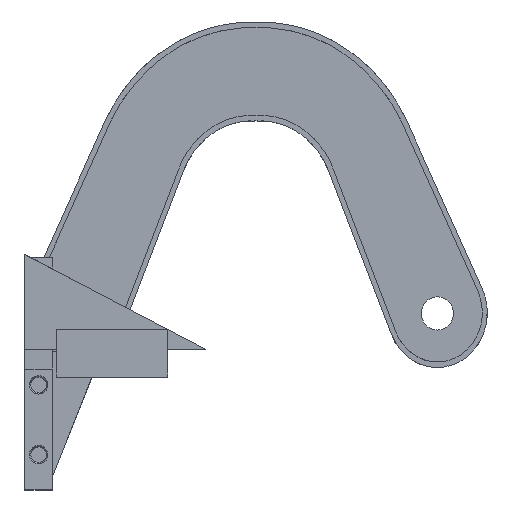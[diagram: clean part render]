
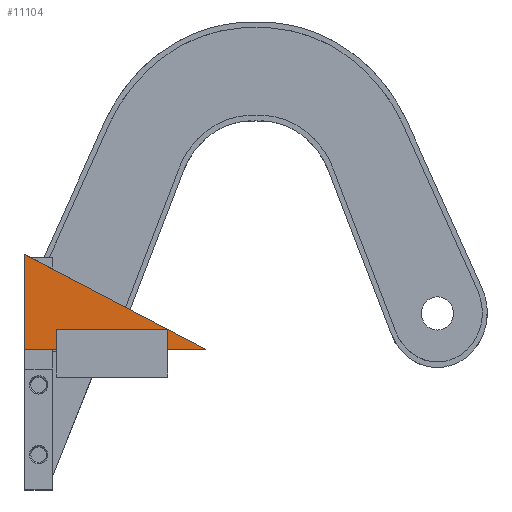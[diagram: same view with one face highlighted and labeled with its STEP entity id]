
A CAD part, top view. The second image highlights one B-rep face of the part: STEP entity #11104.
In plain terms, the highlighted planar face has unit normal (0, 0, 1).
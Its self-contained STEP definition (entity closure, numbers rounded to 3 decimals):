
#26=FACE_OUTER_BOUND('',#775,.T.);
#775=EDGE_LOOP('',(#7179,#7180,#7181,#7182,#7183,#7184,#7185));
#1534=LINE('',#15735,#3129);
#1543=LINE('',#15756,#3138);
#1544=LINE('',#15757,#3139);
#1545=LINE('',#15759,#3140);
#1546=LINE('',#15761,#3141);
#1547=LINE('',#15763,#3142);
#1548=LINE('',#15764,#3143);
#3129=VECTOR('',#12634,10.);
#3138=VECTOR('',#12649,10.);
#3139=VECTOR('',#12650,10.);
#3140=VECTOR('',#12651,10.);
#3141=VECTOR('',#12652,10.);
#3142=VECTOR('',#12653,10.);
#3143=VECTOR('',#12654,10.);
#4723=VERTEX_POINT('',#15732);
#4724=VERTEX_POINT('',#15734);
#4732=VERTEX_POINT('',#15754);
#4733=VERTEX_POINT('',#15755);
#4734=VERTEX_POINT('',#15758);
#4735=VERTEX_POINT('',#15760);
#4736=VERTEX_POINT('',#15762);
#5574=EDGE_CURVE('',#4723,#4724,#1534,.T.);
#5583=EDGE_CURVE('',#4732,#4733,#1543,.T.);
#5584=EDGE_CURVE('',#4724,#4732,#1544,.T.);
#5585=EDGE_CURVE('',#4723,#4734,#1545,.T.);
#5586=EDGE_CURVE('',#4734,#4735,#1546,.T.);
#5587=EDGE_CURVE('',#4736,#4735,#1547,.T.);
#5588=EDGE_CURVE('',#4736,#4733,#1548,.T.);
#7179=ORIENTED_EDGE('',*,*,#5583,.F.);
#7180=ORIENTED_EDGE('',*,*,#5584,.F.);
#7181=ORIENTED_EDGE('',*,*,#5574,.F.);
#7182=ORIENTED_EDGE('',*,*,#5585,.T.);
#7183=ORIENTED_EDGE('',*,*,#5586,.T.);
#7184=ORIENTED_EDGE('',*,*,#5587,.F.);
#7185=ORIENTED_EDGE('',*,*,#5588,.T.);
#10355=PLANE('',#11873);
#11104=ADVANCED_FACE('',(#26),#10355,.T.);
#11873=AXIS2_PLACEMENT_3D('',#15753,#12647,#12648);
#12634=DIRECTION('',(-1.,0.,0.));
#12647=DIRECTION('center_axis',(0.,0.,1.));
#12648=DIRECTION('ref_axis',(1.,0.,0.));
#12649=DIRECTION('',(-1.,0.,0.));
#12650=DIRECTION('',(0.,-1.,0.));
#12651=DIRECTION('',(0.,-1.,0.));
#12652=DIRECTION('',(1.,0.,0.));
#12653=DIRECTION('',(0.886,-0.463,0.));
#12654=DIRECTION('',(0.,-1.,0.));
#15732=CARTESIAN_POINT('',(-21.046,-22.078,62.375));
#15734=CARTESIAN_POINT('',(-41.046,-22.078,62.375));
#15735=CARTESIAN_POINT('',(-21.046,-22.078,62.375));
#15753=CARTESIAN_POINT('Origin',(-46.722,-25.578,62.375));
#15754=CARTESIAN_POINT('',(-41.046,-25.578,62.375));
#15755=CARTESIAN_POINT('',(-46.722,-25.578,62.375));
#15756=CARTESIAN_POINT('',(-41.046,-25.578,62.375));
#15757=CARTESIAN_POINT('',(-41.046,-22.078,62.375));
#15758=CARTESIAN_POINT('',(-21.046,-25.578,62.375));
#15759=CARTESIAN_POINT('',(-21.046,-22.078,62.375));
#15760=CARTESIAN_POINT('',(-14.202,-25.578,62.375));
#15761=CARTESIAN_POINT('',(-21.046,-25.578,62.375));
#15762=CARTESIAN_POINT('',(-46.722,-8.578,62.375));
#15763=CARTESIAN_POINT('',(-46.722,-8.578,62.375));
#15764=CARTESIAN_POINT('',(-46.722,-8.578,62.375));
